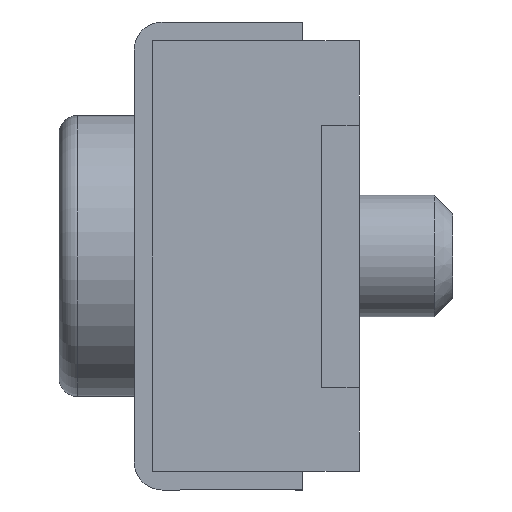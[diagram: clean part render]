
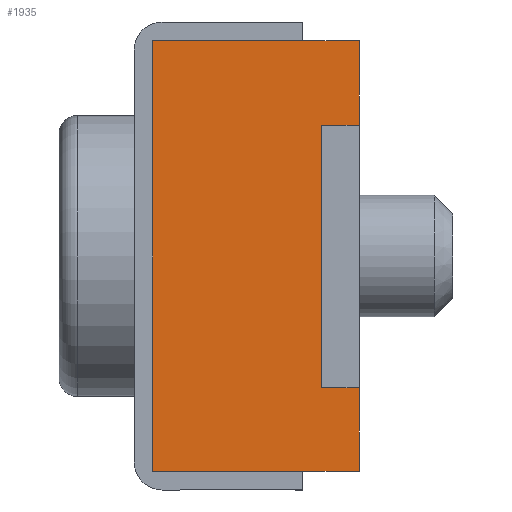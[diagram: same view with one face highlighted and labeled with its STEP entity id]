
A CAD part, left-side view. The second image highlights one B-rep face of the part: STEP entity #1935.
In plain terms, the highlighted planar face has unit normal (-1, 0, 0).
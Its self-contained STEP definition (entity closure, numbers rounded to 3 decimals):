
#11 = DIRECTION ( 'NONE',  ( 0., 0., -1. ) ) ;
#61 = CARTESIAN_POINT ( 'NONE',  ( -1.4, 1.1, -1.148 ) ) ;
#97 = VERTEX_POINT ( 'NONE', #1485 ) ;
#111 = CARTESIAN_POINT ( 'NONE',  ( -1.4, 0.2, -0.702 ) ) ;
#155 = EDGE_CURVE ( 'NONE', #1975, #620, #2173, .T. ) ;
#165 = CARTESIAN_POINT ( 'NONE',  ( -1.4, 0.3, 1.148 ) ) ;
#168 = EDGE_CURVE ( 'NONE', #1828, #1421, #363, .T. ) ;
#230 = DIRECTION ( 'NONE',  ( 0., -1., 0. ) ) ;
#266 = VECTOR ( 'NONE', #1735, 1000. ) ;
#290 = VECTOR ( 'NONE', #622, 1000. ) ;
#315 = VERTEX_POINT ( 'NONE', #666 ) ;
#321 = EDGE_CURVE ( 'NONE', #1686, #1975, #725, .T. ) ;
#363 = LINE ( 'NONE', #1813, #1646 ) ;
#382 = LINE ( 'NONE', #1649, #2017 ) ;
#398 = DIRECTION ( 'NONE',  ( 0., 1., 0. ) ) ;
#434 = LINE ( 'NONE', #2086, #1283 ) ;
#439 = CARTESIAN_POINT ( 'NONE',  ( -1.4, 1.1, -1.148 ) ) ;
#472 = DIRECTION ( 'NONE',  ( 0., -1., 0. ) ) ;
#480 = DIRECTION ( 'NONE',  ( 0., 1., 0. ) ) ;
#550 = ORIENTED_EDGE ( 'NONE', *, *, #321, .T. ) ;
#620 = VERTEX_POINT ( 'NONE', #165 ) ;
#622 = DIRECTION ( 'NONE',  ( 0., 0., 1. ) ) ;
#644 = CARTESIAN_POINT ( 'NONE',  ( -1.4, 0., 1.148 ) ) ;
#666 = CARTESIAN_POINT ( 'NONE',  ( -1.4, 0.2, 0.698 ) ) ;
#696 = CARTESIAN_POINT ( 'NONE',  ( -1.4, 0., -0.702 ) ) ;
#699 = EDGE_CURVE ( 'NONE', #1013, #1421, #1060, .T. ) ;
#725 = LINE ( 'NONE', #1985, #290 ) ;
#804 = DIRECTION ( 'NONE',  ( -1., 0., 0. ) ) ;
#812 = CARTESIAN_POINT ( 'NONE',  ( -1.4, 0., 0. ) ) ;
#827 = ORIENTED_EDGE ( 'NONE', *, *, #155, .T. ) ;
#865 = VERTEX_POINT ( 'NONE', #1580 ) ;
#908 = VERTEX_POINT ( 'NONE', #439 ) ;
#980 = CARTESIAN_POINT ( 'NONE',  ( -1.4, 0., 1.148 ) ) ;
#982 = PLANE ( 'NONE',  #1331 ) ;
#1008 = VECTOR ( 'NONE', #1025, 1000. ) ;
#1009 = EDGE_CURVE ( 'NONE', #908, #865, #1216, .T. ) ;
#1013 = VERTEX_POINT ( 'NONE', #1904 ) ;
#1025 = DIRECTION ( 'NONE',  ( 0., 0., 1. ) ) ;
#1045 = ORIENTED_EDGE ( 'NONE', *, *, #1459, .T. ) ;
#1060 = LINE ( 'NONE', #1528, #1008 ) ;
#1074 = EDGE_LOOP ( 'NONE', ( #1645, #1812, #1267, #1468, #550, #827, #1045, #2085, #1174, #1899 ) ) ;
#1148 = DIRECTION ( 'NONE',  ( 0., 0., 1. ) ) ;
#1174 = ORIENTED_EDGE ( 'NONE', *, *, #1009, .T. ) ;
#1214 = LINE ( 'NONE', #1557, #266 ) ;
#1216 = LINE ( 'NONE', #61, #1603 ) ;
#1233 = EDGE_CURVE ( 'NONE', #865, #1013, #1214, .T. ) ;
#1267 = ORIENTED_EDGE ( 'NONE', *, *, #2154, .F. ) ;
#1268 = VECTOR ( 'NONE', #1640, 1000. ) ;
#1283 = VECTOR ( 'NONE', #398, 1000. ) ;
#1331 = AXIS2_PLACEMENT_3D ( 'NONE', #812, #804, #1148 ) ;
#1340 = CARTESIAN_POINT ( 'NONE',  ( -1.4, 0., 0.698 ) ) ;
#1358 = EDGE_CURVE ( 'NONE', #97, #908, #1429, .T. ) ;
#1421 = VERTEX_POINT ( 'NONE', #696 ) ;
#1429 = LINE ( 'NONE', #2035, #1611 ) ;
#1459 = EDGE_CURVE ( 'NONE', #620, #97, #434, .T. ) ;
#1467 = VECTOR ( 'NONE', #1556, 1000. ) ;
#1468 = ORIENTED_EDGE ( 'NONE', *, *, #1682, .F. ) ;
#1485 = CARTESIAN_POINT ( 'NONE',  ( -1.4, 1.1, 1.148 ) ) ;
#1504 = FACE_OUTER_BOUND ( 'NONE', #1074, .T. ) ;
#1528 = CARTESIAN_POINT ( 'NONE',  ( -1.4, 0., -1.148 ) ) ;
#1556 = DIRECTION ( 'NONE',  ( 0., 0., -1. ) ) ;
#1557 = CARTESIAN_POINT ( 'NONE',  ( -1.4, 0., -1.148 ) ) ;
#1580 = CARTESIAN_POINT ( 'NONE',  ( -1.4, 0.3, -1.148 ) ) ;
#1603 = VECTOR ( 'NONE', #230, 1000. ) ;
#1611 = VECTOR ( 'NONE', #11, 1000. ) ;
#1640 = DIRECTION ( 'NONE',  ( 0., 1., 0. ) ) ;
#1645 = ORIENTED_EDGE ( 'NONE', *, *, #699, .T. ) ;
#1646 = VECTOR ( 'NONE', #472, 1000. ) ;
#1649 = CARTESIAN_POINT ( 'NONE',  ( -1.4, 0., 0.698 ) ) ;
#1682 = EDGE_CURVE ( 'NONE', #1686, #315, #382, .T. ) ;
#1686 = VERTEX_POINT ( 'NONE', #1340 ) ;
#1734 = CARTESIAN_POINT ( 'NONE',  ( -1.4, 0.2, -0.702 ) ) ;
#1735 = DIRECTION ( 'NONE',  ( 0., -1., 0. ) ) ;
#1812 = ORIENTED_EDGE ( 'NONE', *, *, #168, .F. ) ;
#1813 = CARTESIAN_POINT ( 'NONE',  ( -1.4, 0., -0.702 ) ) ;
#1828 = VERTEX_POINT ( 'NONE', #111 ) ;
#1899 = ORIENTED_EDGE ( 'NONE', *, *, #1233, .T. ) ;
#1904 = CARTESIAN_POINT ( 'NONE',  ( -1.4, 0., -1.148 ) ) ;
#1916 = LINE ( 'NONE', #1734, #1467 ) ;
#1935 = ADVANCED_FACE ( 'NONE', ( #1504 ), #982, .T. ) ;
#1975 = VERTEX_POINT ( 'NONE', #644 ) ;
#1985 = CARTESIAN_POINT ( 'NONE',  ( -1.4, 0., -1.148 ) ) ;
#2017 = VECTOR ( 'NONE', #480, 1000. ) ;
#2035 = CARTESIAN_POINT ( 'NONE',  ( -1.4, 1.1, 1.148 ) ) ;
#2085 = ORIENTED_EDGE ( 'NONE', *, *, #1358, .T. ) ;
#2086 = CARTESIAN_POINT ( 'NONE',  ( -1.4, 0., 1.148 ) ) ;
#2154 = EDGE_CURVE ( 'NONE', #315, #1828, #1916, .T. ) ;
#2173 = LINE ( 'NONE', #980, #1268 ) ;
